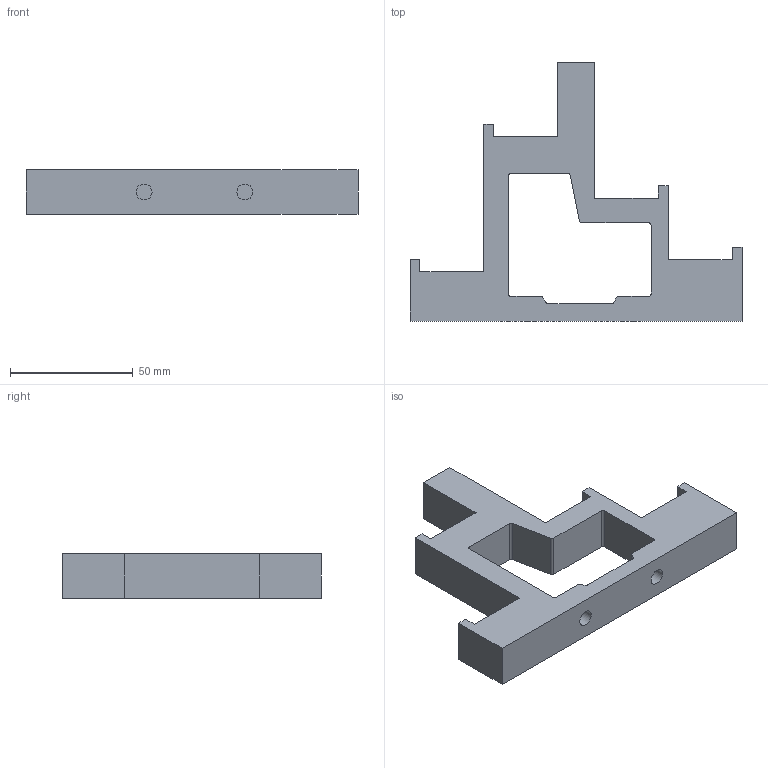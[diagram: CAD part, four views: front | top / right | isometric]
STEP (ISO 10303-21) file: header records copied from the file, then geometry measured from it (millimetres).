
FILE_DESCRIPTION (( 'STEP AP203' ), '1' );
FILE_NAME ('YIS11-5-25 Èçîëÿòîð ñòóïåí÷àòûé ÈÑ4-25_1-15 (4 x Ì6; 1 x Ì5) ñèëîâîé ÈÝÊ.STEP', '2016-09-15T10:18:38', ( '' ), ( '' ), 'SwSTEP 2.0', 'SolidWorks 2014', '' );
FILE_SCHEMA (( 'CONFIG_CONTROL_DESIGN' ));
Length unit declared in the file: millimetre
Products named in the file (1): YIS11-5-25 Èçîëÿòîð ñòóïåí÷àòûé ÈÑ4-25_1-15 (4 x Ì6; 1 x Ì5) ñèëîâîé ÈÝÊ
Bounding box: 135 x 105 x 18 mm (x, y, z)
Volume: 77660.1 mm3; surface area: 22798.7 mm2
Topology: 1 solids, 1 shells, 54 faces, 153 edges, 101 vertices
Faces by surface type: plane 32, cylinder 17, cone 5
Full cylindrical faces by diameter (mm): 4.2 x1, 5 x4, 6.5 x2
Entity records: 1713 total; most frequent: CARTESIAN_POINT 283, DIRECTION 278, ORIENTED_EDGE 268, EDGE_CURVE 134, LINE 100, VECTOR 100, VERTEX_POINT 94, AXIS2_PLACEMENT_3D 89
